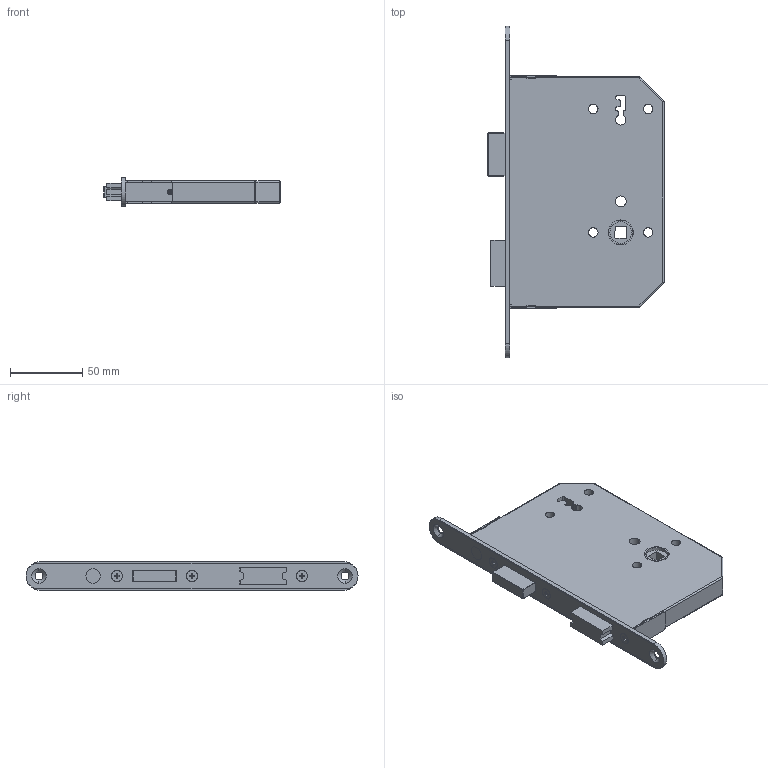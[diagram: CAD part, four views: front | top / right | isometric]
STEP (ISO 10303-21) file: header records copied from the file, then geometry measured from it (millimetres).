
FILE_DESCRIPTION (( 'STEP AP203' ), '1' );
FILE_NAME ('30900_DM80_BB_20r.STEP', '2025-01-22T14:59:14', ( '' ), ( '' ), 'SwSTEP 2.0', 'SolidWorks 2023', '' );
FILE_SCHEMA (( 'CONFIG_CONTROL_DESIGN' ));
Length unit declared in the file: millimetre
Products named in the file (6): D001556306-000_D001556306-082; D001313547-000; D001556262-000_D001556262-020_20; 30900_DM80_BB_20r; D001344641-000_D001344641-018; D001127682-000_D001127682-001
Assembly tree (8 placements, depth 2):
  30900_DM80_BB_20r
    D001556306-000_D001556306-082
    D001127682-000_D001127682-001  x3
    D001313547-000  x2
    D001344641-000_D001344641-018
    D001556262-000_D001556262-020_20
Bounding box: 122 x 230 x 20 mm (x, y, z)
Volume: 283625.1 mm3; surface area: 69999.1 mm2
Topology: 16 solids, 16 shells, 547 faces, 1348 edges, 845 vertices
Faces by surface type: plane 279, cylinder 202, cone 34, torus 20, sphere 12
Entity records: 12199 total; most frequent: CARTESIAN_POINT 2079, DIRECTION 2057, ORIENTED_EDGE 1894, EDGE_CURVE 947, AXIS2_PLACEMENT_3D 739, VERTEX_POINT 601, LINE 579, VECTOR 579
